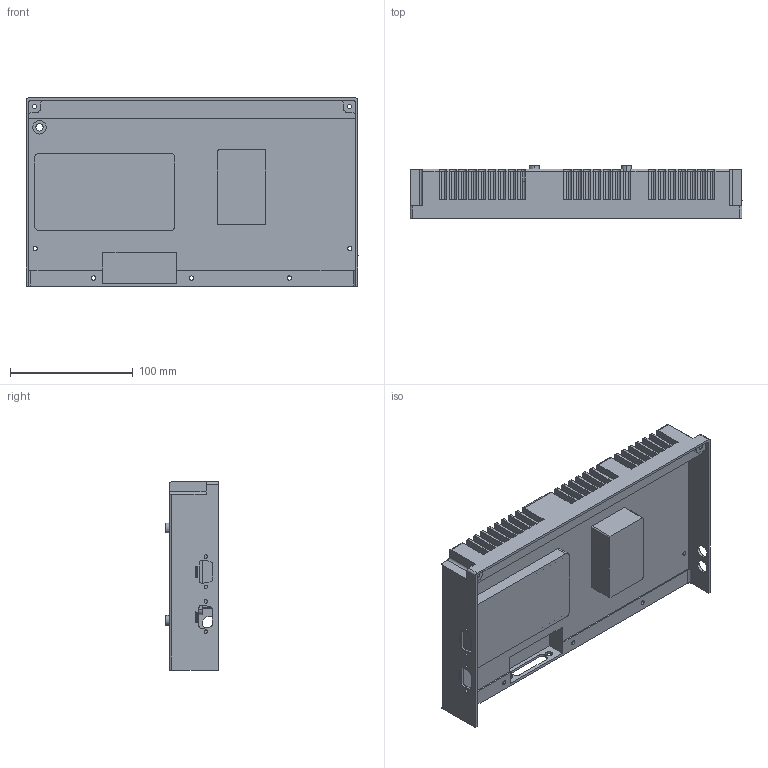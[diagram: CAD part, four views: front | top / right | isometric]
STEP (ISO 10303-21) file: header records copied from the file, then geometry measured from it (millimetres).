
FILE_DESCRIPTION (( 'STEP AP203' ), '1' );
FILE_NAME ('v5 Rear Tablette 10 inch.STEP', '2025-02-27T11:19:05', ( '' ), ( '' ), 'SwSTEP 2.0', 'SolidWorks 2019', '' );
FILE_SCHEMA (( 'CONFIG_CONTROL_DESIGN' ));
Length unit declared in the file: millimetre
Products named in the file (1): v5 Rear Tablette 10 inch
Bounding box: 270 x 43 x 153 mm (x, y, z)
Volume: 670941.8 mm3; surface area: 159609.9 mm2
Topology: 1 solids, 1 shells, 697 faces, 1930 edges, 1267 vertices
Faces by surface type: plane 369, cylinder 225, bspline 69, cone 34
Entity records: 26334 total; most frequent: CARTESIAN_POINT 8455, ORIENTED_EDGE 3828, DIRECTION 3508, EDGE_CURVE 1914, VECTOR 1300, LINE 1300, VERTEX_POINT 1267, AXIS2_PLACEMENT_3D 1104
